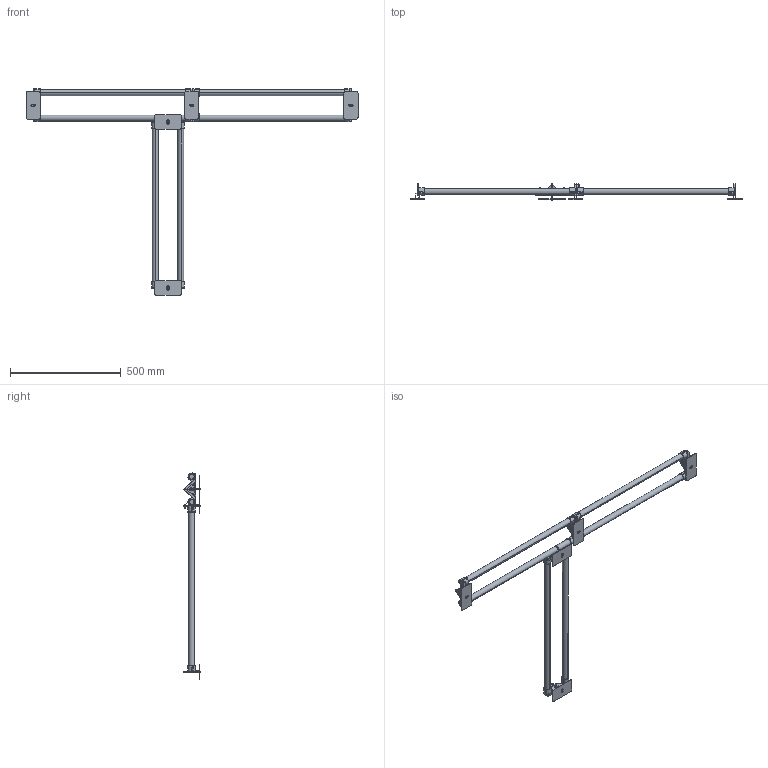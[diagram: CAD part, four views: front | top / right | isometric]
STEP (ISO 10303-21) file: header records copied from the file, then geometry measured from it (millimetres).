
FILE_DESCRIPTION (( 'STEP AP214' ), '1' );
FILE_NAME ('am-4555_Half FREIGHT FRENZY Half Barriers.STEP', '2021-09-03T15:05:23', ( '' ), ( '' ), 'SwSTEP 2.0', 'SolidWorks 2021', '' );
FILE_SCHEMA (( 'AUTOMOTIVE_DESIGN' ));
Length unit declared in the file: inch
Products named in the file (12): am-1552 Barrier Single Wide Tile Zip Tie; am-1552 Barrier Double Wide Tile Zip Tie; am-1552 Barrier Pipe Zip Tie; am-4547 Barrier Under Tile Plate; am-4042a Barrier Pipe Anchor; am-4549 Vertical Long Barrier Pipe; Vertical Barrier Section; am-4548 Horizontal Short Barrier Pipe; am-1552 Barrier Link Zip Tie; Horizontal Barrier Section; am-1552 Barrier Double Wide Tile Zip Tie Back Jog; am-4555_Half FREIGHT FRENZY Half Barriers
Assembly tree (23 placements, depth 3):
  am-4555_Half FREIGHT FRENZY Half Barriers
    Vertical Barrier Section
      am-4042a Barrier Pipe Anchor  x2
      am-4549 Vertical Long Barrier Pipe  x2
    Horizontal Barrier Section  x2
      am-4042a Barrier Pipe Anchor
      am-4548 Horizontal Short Barrier Pipe
    am-4547 Barrier Under Tile Plate  x5
    am-1552 Barrier Link Zip Tie
    am-1552 Barrier Pipe Zip Tie
    am-1552 Barrier Double Wide Tile Zip Tie
    am-1552 Barrier Double Wide Tile Zip Tie Back Jog
    am-1552 Barrier Single Wide Tile Zip Tie  x3
Bounding box: 1498.6 x 72.68 x 930.26 mm (x, y, z)
Volume: 1191813.7 mm3; surface area: 895773.9 mm2
Topology: 24 solids, 24 shells, 1532 faces, 4065 edges, 2638 vertices
Faces by surface type: cylinder 709, plane 705, bspline 42, sphere 28, torus 24, cone 24
Entity records: 13805 total; most frequent: CARTESIAN_POINT 2659, DIRECTION 2329, ORIENTED_EDGE 2170, EDGE_CURVE 1085, AXIS2_PLACEMENT_3D 840, VERTEX_POINT 694, VECTOR 649, LINE 649
